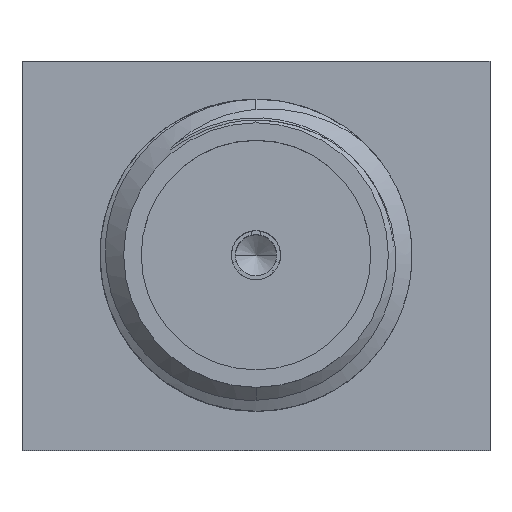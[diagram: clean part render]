
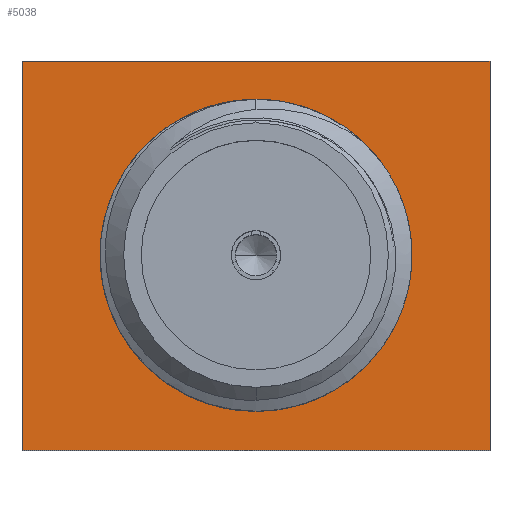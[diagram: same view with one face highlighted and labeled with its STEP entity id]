
A CAD part, top view. The second image highlights one B-rep face of the part: STEP entity #5038.
In plain terms, the highlighted face is planar.
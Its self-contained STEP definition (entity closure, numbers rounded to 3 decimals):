
#40 = AXIS2_PLACEMENT_3D ( 'NONE', #8845, #7392, #2470 ) ;
#100 = CARTESIAN_POINT ( 'NONE',  ( 1.524, 4.763, -3.962 ) ) ;
#356 = CIRCLE ( 'NONE', #1735, 2.921 ) ;
#368 = CIRCLE ( 'NONE', #1750, 2.921 ) ;
#528 = VECTOR ( 'NONE', #3699, 1000. ) ;
#613 = CARTESIAN_POINT ( 'NONE',  ( 1.524, 0., 0. ) ) ;
#778 = VECTOR ( 'NONE', #8802, 1000. ) ;
#865 = FACE_OUTER_BOUND ( 'NONE', #893, .T. ) ;
#893 = EDGE_LOOP ( 'NONE', ( #1759, #7619, #6469, #8545 ) ) ;
#972 = LINE ( 'NONE', #4197, #10459 ) ;
#1158 = VERTEX_POINT ( 'NONE', #9727 ) ;
#1300 = ORIENTED_EDGE ( 'NONE', *, *, #3844, .F. ) ;
#1580 = EDGE_CURVE ( 'NONE', #5929, #6965, #9757, .T. ) ;
#1735 = AXIS2_PLACEMENT_3D ( 'NONE', #7048, #10270, #6227 ) ;
#1750 = AXIS2_PLACEMENT_3D ( 'NONE', #613, #7995, #2984 ) ;
#1759 = ORIENTED_EDGE ( 'NONE', *, *, #6761, .F. ) ;
#2222 = LINE ( 'NONE', #9602, #778 ) ;
#2470 = DIRECTION ( 'NONE',  ( 0., 0., 1. ) ) ;
#2583 = VERTEX_POINT ( 'NONE', #5399 ) ;
#2984 = DIRECTION ( 'NONE',  ( 0., 0., 1. ) ) ;
#3241 = EDGE_CURVE ( 'NONE', #7735, #2583, #8521, .T. ) ;
#3284 = DIRECTION ( 'NONE',  ( 0., -1., 0. ) ) ;
#3699 = DIRECTION ( 'NONE',  ( 0., 1., 0. ) ) ;
#3811 = CARTESIAN_POINT ( 'NONE',  ( 1.524, -4.763, 3.962 ) ) ;
#3844 = EDGE_CURVE ( 'NONE', #1158, #3920, #356, .T. ) ;
#3920 = VERTEX_POINT ( 'NONE', #7266 ) ;
#4026 = PLANE ( 'NONE',  #40 ) ;
#4197 = CARTESIAN_POINT ( 'NONE',  ( 1.524, -4.763, -3.962 ) ) ;
#4207 = ORIENTED_EDGE ( 'NONE', *, *, #4439, .F. ) ;
#4355 = DIRECTION ( 'NONE',  ( 0., 0., 1. ) ) ;
#4439 = EDGE_CURVE ( 'NONE', #3920, #1158, #368, .T. ) ;
#4591 = VECTOR ( 'NONE', #3284, 1000. ) ;
#4841 = CARTESIAN_POINT ( 'NONE',  ( 1.524, -4.763, -3.962 ) ) ;
#5038 = ADVANCED_FACE ( 'NONE', ( #10506, #865 ), #4026, .F. ) ;
#5399 = CARTESIAN_POINT ( 'NONE',  ( 1.524, 4.763, 3.962 ) ) ;
#5732 = CARTESIAN_POINT ( 'NONE',  ( 1.524, 4.763, -3.962 ) ) ;
#5929 = VERTEX_POINT ( 'NONE', #100 ) ;
#6227 = DIRECTION ( 'NONE',  ( 0., 0., 1. ) ) ;
#6469 = ORIENTED_EDGE ( 'NONE', *, *, #8551, .F. ) ;
#6698 = EDGE_LOOP ( 'NONE', ( #4207, #1300 ) ) ;
#6761 = EDGE_CURVE ( 'NONE', #2583, #5929, #2222, .T. ) ;
#6965 = VERTEX_POINT ( 'NONE', #4841 ) ;
#7048 = CARTESIAN_POINT ( 'NONE',  ( 1.524, 0., 0. ) ) ;
#7266 = CARTESIAN_POINT ( 'NONE',  ( 1.524, 0., 2.921 ) ) ;
#7392 = DIRECTION ( 'NONE',  ( -1., 0., 0. ) ) ;
#7619 = ORIENTED_EDGE ( 'NONE', *, *, #3241, .F. ) ;
#7735 = VERTEX_POINT ( 'NONE', #8058 ) ;
#7995 = DIRECTION ( 'NONE',  ( 1., 0., 0. ) ) ;
#8058 = CARTESIAN_POINT ( 'NONE',  ( 1.524, -4.763, 3.962 ) ) ;
#8521 = LINE ( 'NONE', #3811, #528 ) ;
#8545 = ORIENTED_EDGE ( 'NONE', *, *, #1580, .F. ) ;
#8551 = EDGE_CURVE ( 'NONE', #6965, #7735, #972, .T. ) ;
#8802 = DIRECTION ( 'NONE',  ( 0., 0., -1. ) ) ;
#8845 = CARTESIAN_POINT ( 'NONE',  ( 1.524, 0., 0. ) ) ;
#9602 = CARTESIAN_POINT ( 'NONE',  ( 1.524, 4.763, 3.962 ) ) ;
#9727 = CARTESIAN_POINT ( 'NONE',  ( 1.524, 0., -2.921 ) ) ;
#9757 = LINE ( 'NONE', #5732, #4591 ) ;
#10270 = DIRECTION ( 'NONE',  ( 1., 0., 0. ) ) ;
#10459 = VECTOR ( 'NONE', #4355, 1000. ) ;
#10506 = FACE_BOUND ( 'NONE', #6698, .T. ) ;
